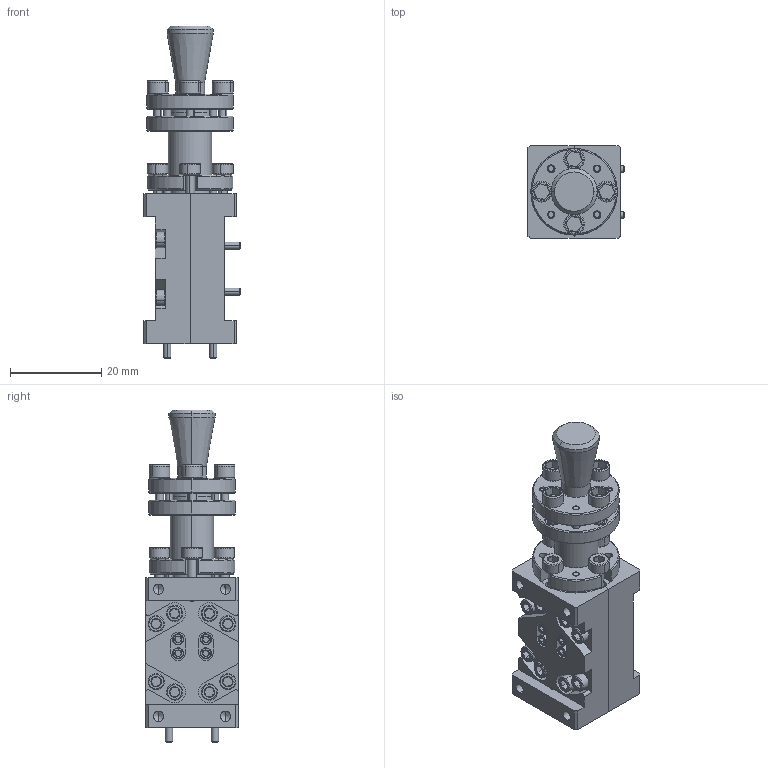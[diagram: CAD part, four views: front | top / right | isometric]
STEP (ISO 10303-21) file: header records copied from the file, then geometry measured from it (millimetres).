
FILE_DESCRIPTION (( 'STEP AP203' ), '1' );
FILE_NAME ('AF-CW13-110-100-A-DP DF.STEP', '2019-06-10T16:27:43', ( '' ), ( '' ), 'SwSTEP 2.0', 'SolidWorks 2016', '' );
FILE_SCHEMA (( 'CONFIG_CONTROL_DESIGN' ));
Length unit declared in the file: inch
Products named in the file (1): AF-CW13-110-100-A-DP DF
Bounding box: 21.15 x 20.32 x 72.96 mm (x, y, z)
Volume: 14877.4 mm3; surface area: 11188 mm2
Topology: 20 solids, 32 shells, 1115 faces, 2501 edges, 1488 vertices
Faces by surface type: cylinder 393, plane 354, cone 344, torus 16, bspline 8
Entity records: 31048 total; most frequent: CARTESIAN_POINT 6025, DIRECTION 5521, ORIENTED_EDGE 4874, EDGE_CURVE 2437, AXIS2_PLACEMENT_3D 2144, VERTEX_POINT 1488, EDGE_LOOP 1281, LINE 1233
